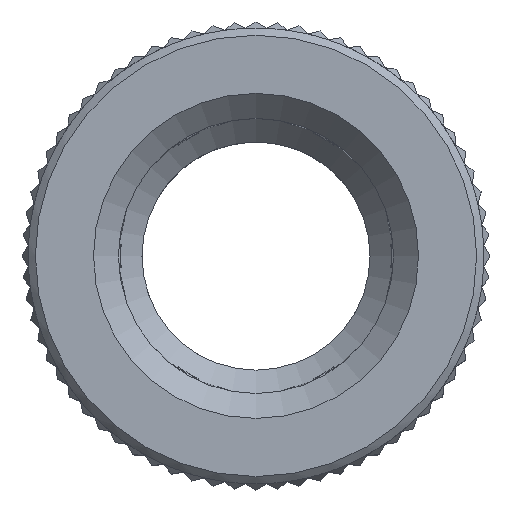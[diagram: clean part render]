
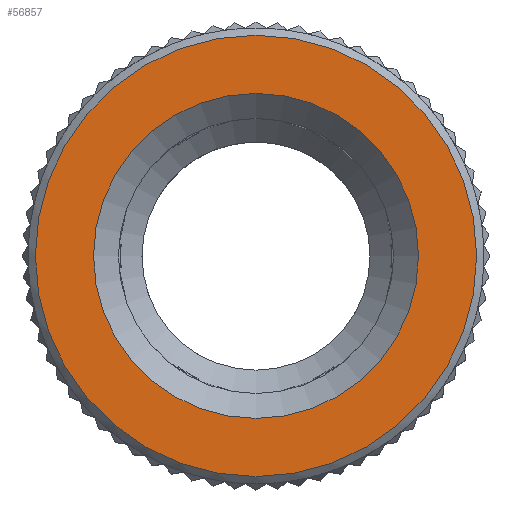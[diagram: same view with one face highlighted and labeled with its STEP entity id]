
A CAD part, top view. The second image highlights one B-rep face of the part: STEP entity #56857.
In plain terms, the highlighted planar face has unit normal (0, 0, 1).
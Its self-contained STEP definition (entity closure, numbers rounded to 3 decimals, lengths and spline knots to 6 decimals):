
#15880=PLANE('',#60995);
#20053=ORIENTED_EDGE('',*,*,#36294,.T.);
#20054=ORIENTED_EDGE('',*,*,#36295,.T.);
#36294=EDGE_CURVE('',#44412,#44412,#48411,.F.);
#36295=EDGE_CURVE('',#44413,#44413,#48412,.T.);
#44412=VERTEX_POINT('',#83505);
#44413=VERTEX_POINT('',#83507);
#48411=CIRCLE('',#60996,0.022825);
#48412=CIRCLE('',#60997,0.031);
#48572=EDGE_LOOP('',(#20053));
#48573=EDGE_LOOP('',(#20054));
#52714=FACE_BOUND('',#48572,.T.);
#52715=FACE_BOUND('',#48573,.T.);
#56857=ADVANCED_FACE('',(#52714,#52715),#15880,.T.);
#60995=AXIS2_PLACEMENT_3D('',#83503,#65271,#65272);
#60996=AXIS2_PLACEMENT_3D('',#83504,#65273,#65274);
#60997=AXIS2_PLACEMENT_3D('',#83506,#65275,#65276);
#65271=DIRECTION('',(0.,0.,1.));
#65272=DIRECTION('',(1.,0.,0.));
#65273=DIRECTION('',(0.,0.,1.));
#65274=DIRECTION('',(0.,-1.,0.));
#65275=DIRECTION('',(0.,0.,1.));
#65276=DIRECTION('',(0.,-1.,0.));
#83503=CARTESIAN_POINT('',(0.,0.,0.011));
#83504=CARTESIAN_POINT('',(0.,0.,0.011));
#83505=CARTESIAN_POINT('',(0.,-0.022825,0.011));
#83506=CARTESIAN_POINT('',(0.,0.,0.011));
#83507=CARTESIAN_POINT('',(0.,-0.031,0.011));
